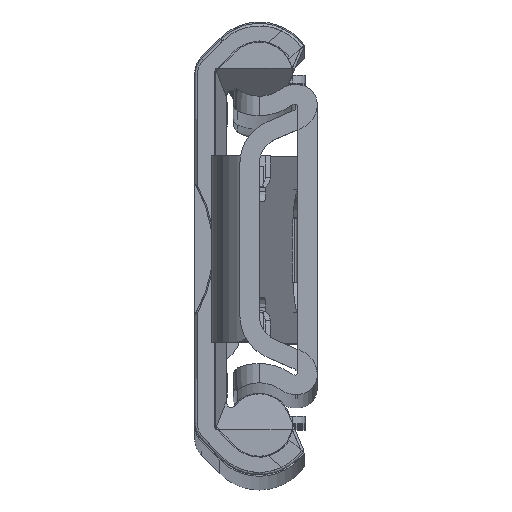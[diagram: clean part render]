
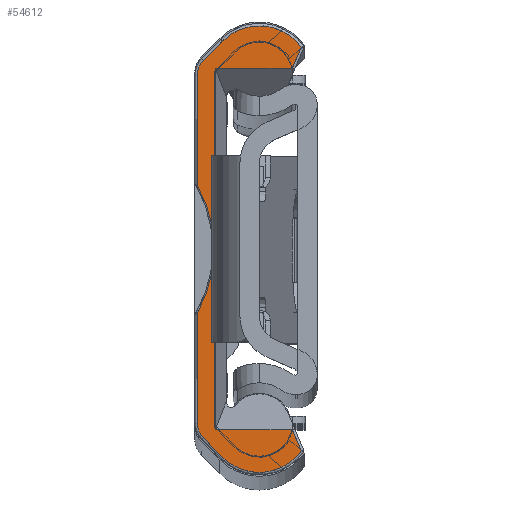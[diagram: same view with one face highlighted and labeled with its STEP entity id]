
A CAD part, top view. The second image highlights one B-rep face of the part: STEP entity #54612.
In plain terms, the highlighted planar face has unit normal (0, 0, 1).
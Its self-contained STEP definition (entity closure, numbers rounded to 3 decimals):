
#1967=PLANE('',#57803);
#3164=CIRCLE('',#57797,10.1);
#3168=CIRCLE('',#57804,1.6);
#3169=CIRCLE('',#57805,4.);
#3170=CIRCLE('',#57806,4.);
#3171=CIRCLE('',#57807,1.6);
#5423=FACE_OUTER_BOUND('',#8354,.T.);
#8354=EDGE_LOOP('',(#35489,#35490,#35491,#35492,#35493,#35494,#35495,#35496,
#35497,#35498,#35499,#35500,#35501,#35502));
#11501=LINE('',#77570,#14755);
#11503=LINE('',#77576,#14757);
#11504=LINE('',#77580,#14758);
#11505=LINE('',#77584,#14759);
#11506=LINE('',#77586,#14760);
#11507=LINE('',#77588,#14761);
#11508=LINE('',#77590,#14762);
#11509=LINE('',#77592,#14763);
#11510=LINE('',#77596,#14764);
#14755=VECTOR('',#63745,10.);
#14757=VECTOR('',#63751,10.);
#14758=VECTOR('',#63754,10.);
#14759=VECTOR('',#63757,10.);
#14760=VECTOR('',#63758,10.);
#14761=VECTOR('',#63759,10.);
#14762=VECTOR('',#63760,10.);
#14763=VECTOR('',#63761,10.);
#14764=VECTOR('',#63764,10.);
#20437=VERTEX_POINT('',#77491);
#20439=VERTEX_POINT('',#77509);
#20442=VERTEX_POINT('',#77569);
#20444=VERTEX_POINT('',#77575);
#20445=VERTEX_POINT('',#77577);
#20446=VERTEX_POINT('',#77579);
#20447=VERTEX_POINT('',#77581);
#20448=VERTEX_POINT('',#77583);
#20449=VERTEX_POINT('',#77585);
#20450=VERTEX_POINT('',#77587);
#20451=VERTEX_POINT('',#77589);
#20452=VERTEX_POINT('',#77591);
#20453=VERTEX_POINT('',#77593);
#20454=VERTEX_POINT('',#77595);
#26276=EDGE_CURVE('',#20439,#20437,#3164,.T.);
#26283=EDGE_CURVE('',#20437,#20442,#11501,.T.);
#26286=EDGE_CURVE('',#20444,#20439,#11503,.T.);
#26287=EDGE_CURVE('',#20445,#20444,#3168,.T.);
#26288=EDGE_CURVE('',#20446,#20445,#11504,.T.);
#26289=EDGE_CURVE('',#20447,#20446,#3169,.T.);
#26290=EDGE_CURVE('',#20448,#20447,#11505,.T.);
#26291=EDGE_CURVE('',#20448,#20449,#11506,.T.);
#26292=EDGE_CURVE('',#20449,#20450,#11507,.T.);
#26293=EDGE_CURVE('',#20450,#20451,#11508,.T.);
#26294=EDGE_CURVE('',#20452,#20451,#11509,.T.);
#26295=EDGE_CURVE('',#20453,#20452,#3170,.T.);
#26296=EDGE_CURVE('',#20454,#20453,#11510,.T.);
#26297=EDGE_CURVE('',#20442,#20454,#3171,.T.);
#35489=ORIENTED_EDGE('',*,*,#26276,.F.);
#35490=ORIENTED_EDGE('',*,*,#26286,.F.);
#35491=ORIENTED_EDGE('',*,*,#26287,.F.);
#35492=ORIENTED_EDGE('',*,*,#26288,.F.);
#35493=ORIENTED_EDGE('',*,*,#26289,.F.);
#35494=ORIENTED_EDGE('',*,*,#26290,.F.);
#35495=ORIENTED_EDGE('',*,*,#26291,.T.);
#35496=ORIENTED_EDGE('',*,*,#26292,.T.);
#35497=ORIENTED_EDGE('',*,*,#26293,.T.);
#35498=ORIENTED_EDGE('',*,*,#26294,.F.);
#35499=ORIENTED_EDGE('',*,*,#26295,.F.);
#35500=ORIENTED_EDGE('',*,*,#26296,.F.);
#35501=ORIENTED_EDGE('',*,*,#26297,.F.);
#35502=ORIENTED_EDGE('',*,*,#26283,.F.);
#54612=ADVANCED_FACE('',(#5423),#1967,.F.);
#57797=AXIS2_PLACEMENT_3D('',#77511,#63733,#63734);
#57803=AXIS2_PLACEMENT_3D('',#77574,#63749,#63750);
#57804=AXIS2_PLACEMENT_3D('',#77578,#63752,#63753);
#57805=AXIS2_PLACEMENT_3D('',#77582,#63755,#63756);
#57806=AXIS2_PLACEMENT_3D('',#77594,#63762,#63763);
#57807=AXIS2_PLACEMENT_3D('',#77597,#63765,#63766);
#63733=DIRECTION('center_axis',(0.,0.,
1.));
#63734=DIRECTION('ref_axis',(1.,0.,0.));
#63745=DIRECTION('',(0.,1.,0.));
#63749=DIRECTION('center_axis',(0.,0.,
-1.));
#63750=DIRECTION('ref_axis',(1.,0.,0.));
#63751=DIRECTION('',(0.,1.,0.));
#63752=DIRECTION('center_axis',(0.,0.,
-1.));
#63753=DIRECTION('ref_axis',(-0.924,-0.383,0.));
#63754=DIRECTION('',(-0.707,0.707,0.));
#63755=DIRECTION('center_axis',(0.,0.,
-1.));
#63756=DIRECTION('ref_axis',(0.082,-0.997,0.));
#63757=DIRECTION('',(0.391,-0.921,0.));
#63758=DIRECTION('',(-1.,0.,0.));
#63759=DIRECTION('',(0.,1.,0.));
#63760=DIRECTION('',(1.,0.,0.));
#63761=DIRECTION('',(-0.391,-0.921,0.));
#63762=DIRECTION('center_axis',(0.,0.,
-1.));
#63763=DIRECTION('ref_axis',(0.082,0.997,0.));
#63764=DIRECTION('',(0.707,0.707,0.));
#63765=DIRECTION('center_axis',(0.,0.,
-1.));
#63766=DIRECTION('ref_axis',(-0.924,0.383,0.));
#77491=CARTESIAN_POINT('',(-4.8,4.957,306.));
#77509=CARTESIAN_POINT('',(-4.8,-4.957,306.));
#77511=CARTESIAN_POINT('Origin',(-13.6,0.,306.));
#77569=CARTESIAN_POINT('',(-4.8,13.494,306.));
#77570=CARTESIAN_POINT('',(-4.8,11.489,306.));
#77574=CARTESIAN_POINT('Origin',(-2.302,9.483,306.));
#77575=CARTESIAN_POINT('',(-4.8,-13.494,306.));
#77576=CARTESIAN_POINT('',(-4.8,11.489,306.));
#77577=CARTESIAN_POINT('',(-4.331,-14.625,306.));
#77578=CARTESIAN_POINT('Origin',(-3.2,-13.494,306.));
#77579=CARTESIAN_POINT('',(-2.828,-16.128,306.));
#77580=CARTESIAN_POINT('',(-9.1,-9.857,306.));
#77581=CARTESIAN_POINT('',(3.252,-15.63,306.));
#77582=CARTESIAN_POINT('Origin',(0.,-13.3,
306.));
#77583=CARTESIAN_POINT('',(2.56,-14.,306.));
#77584=CARTESIAN_POINT('',(-2.302,-2.547,306.));
#77585=CARTESIAN_POINT('',(-3.4,-14.,306.));
#77586=CARTESIAN_POINT('',(-2.401,-14.,306.));
#77587=CARTESIAN_POINT('',(-3.4,14.,306.));
#77588=CARTESIAN_POINT('',(-3.4,4.742,306.));
#77589=CARTESIAN_POINT('',(2.56,14.,306.));
#77590=CARTESIAN_POINT('',(-2.401,14.,306.));
#77591=CARTESIAN_POINT('',(3.252,15.63,306.));
#77592=CARTESIAN_POINT('',(1.109,10.582,306.));
#77593=CARTESIAN_POINT('',(-2.828,16.128,306.));
#77594=CARTESIAN_POINT('Origin',(0.,13.3,306.));
#77595=CARTESIAN_POINT('',(-4.331,14.625,306.));
#77596=CARTESIAN_POINT('',(-4.358,14.599,306.));
#77597=CARTESIAN_POINT('Origin',(-3.2,13.494,306.));
